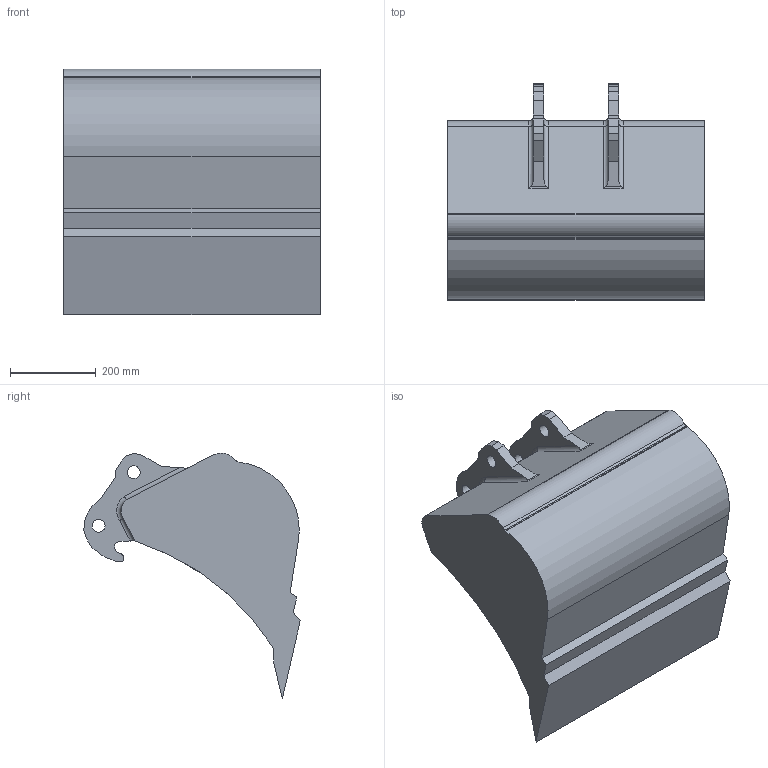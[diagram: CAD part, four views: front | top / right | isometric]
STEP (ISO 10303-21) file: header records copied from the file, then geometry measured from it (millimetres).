
FILE_DESCRIPTION(/* description */ (''),/* implementation_level */ '2;1');
FILE_NAME(/* name */ 'Skopa.stp',/* time_stamp */ '2025-05-01T11:52:58+02:00',/* author */ ('elias'),/* organization */ (''),/* preprocessor_version */ 'ST-DEVELOPER v20.1',/* originating_system */ 'Autodesk Inventor 2026',/* authorisation */ '');
FILE_SCHEMA (('AUTOMOTIVE_DESIGN { 1 0 10303 214 3 1 1 }'));
Length unit declared in the file: millimetre
Products named in the file (1): Skopa
Bounding box: 600 x 506.12 x 574.37 mm (x, y, z)
Volume: 9639742.7 mm3; surface area: 1849118.5 mm2
Topology: 1 solids, 1 shells, 119 faces, 337 edges, 220 vertices
Faces by surface type: plane 82, cylinder 33, torus 4
Full cylindrical faces by diameter (mm): 30 x4
Entity records: 3970 total; most frequent: CARTESIAN_POINT 781, ORIENTED_EDGE 674, DIRECTION 633, EDGE_CURVE 337, LINE 265, VECTOR 265, VERTEX_POINT 220, AXIS2_PLACEMENT_3D 184
